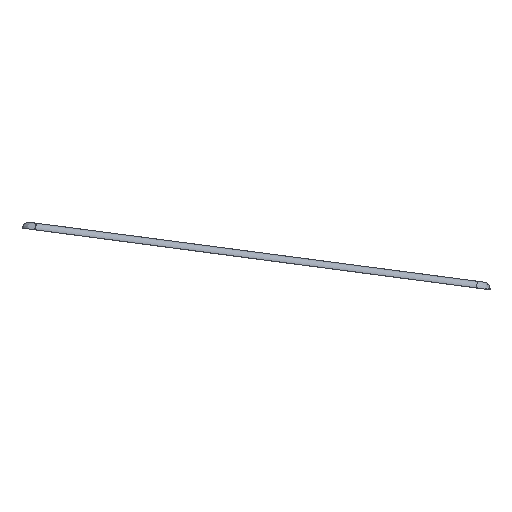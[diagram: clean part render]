
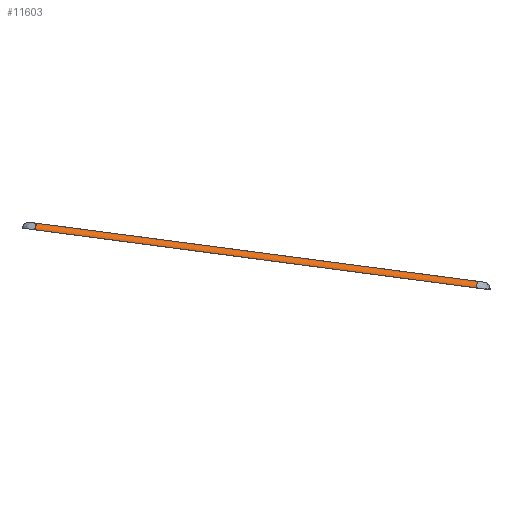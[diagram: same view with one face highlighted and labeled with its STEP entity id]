
A CAD part, left-side view. The second image highlights one B-rep face of the part: STEP entity #11603.
In plain terms, the highlighted cylindrical face has radius 1.49 mm (diameter 2.98 mm), a partial arc.
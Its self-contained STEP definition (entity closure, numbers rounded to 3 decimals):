
#460=LINE('',#17076,#1641);
#461=LINE('',#17077,#1642);
#1641=VECTOR('',#13439,10.);
#1642=VECTOR('',#13440,10.);
#2821=CYLINDRICAL_SURFACE('',#12225,1.49);
#3120=FACE_OUTER_BOUND('',#3719,.T.);
#3719=EDGE_LOOP('',(#8043,#8044,#8045,#8046));
#4477=CIRCLE('',#12223,1.49);
#4478=CIRCLE('',#12226,1.49);
#5068=VERTEX_POINT('',#17067);
#5069=VERTEX_POINT('',#17069);
#5070=VERTEX_POINT('',#17073);
#5071=VERTEX_POINT('',#17074);
#6256=EDGE_CURVE('',#5068,#5069,#4477,.T.);
#6258=EDGE_CURVE('',#5070,#5071,#4478,.T.);
#6259=EDGE_CURVE('',#5071,#5069,#460,.T.);
#6260=EDGE_CURVE('',#5068,#5070,#461,.T.);
#8043=ORIENTED_EDGE('',*,*,#6258,.T.);
#8044=ORIENTED_EDGE('',*,*,#6259,.T.);
#8045=ORIENTED_EDGE('',*,*,#6256,.F.);
#8046=ORIENTED_EDGE('',*,*,#6260,.T.);
#11603=ADVANCED_FACE('',(#3120),#2821,.T.);
#12223=AXIS2_PLACEMENT_3D('',#17070,#13431,#13432);
#12225=AXIS2_PLACEMENT_3D('',#17072,#13435,#13436);
#12226=AXIS2_PLACEMENT_3D('',#17075,#13437,#13438);
#13431=DIRECTION('center_axis',(0.,-0.991,-0.131));
#13432=DIRECTION('ref_axis',(0.,-0.131,0.991));
#13435=DIRECTION('center_axis',(0.,-0.991,-0.131));
#13436=DIRECTION('ref_axis',(-0.707,-0.092,0.701));
#13437=DIRECTION('center_axis',(0.,-0.991,-0.131));
#13438=DIRECTION('ref_axis',(0.,-0.131,0.991));
#13439=DIRECTION('',(0.,-0.991,-0.131));
#13440=DIRECTION('',(0.,0.991,0.131));
#17067=CARTESIAN_POINT('',(-121.281,-44.322,29.365));
#17069=CARTESIAN_POINT('',(-122.771,-44.128,27.888));
#17070=CARTESIAN_POINT('Origin',(-121.281,-44.128,27.888));
#17072=CARTESIAN_POINT('Origin',(-121.281,27.197,37.278));
#17073=CARTESIAN_POINT('',(-121.281,53.908,42.298));
#17074=CARTESIAN_POINT('',(-122.771,54.102,40.82));
#17075=CARTESIAN_POINT('Origin',(-121.281,54.102,40.82));
#17076=CARTESIAN_POINT('',(-122.771,27.197,37.278));
#17077=CARTESIAN_POINT('',(-121.281,27.003,38.755));
